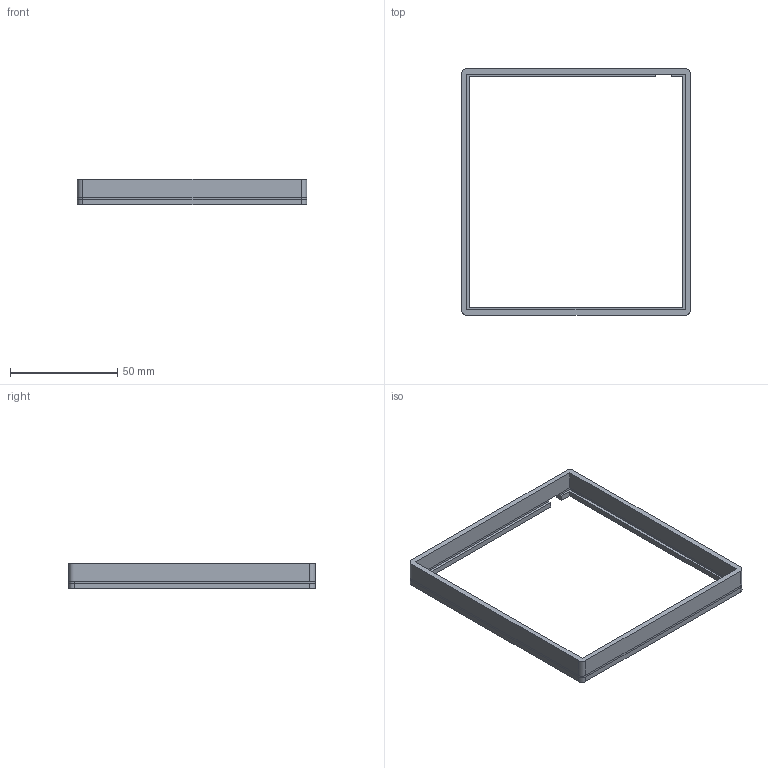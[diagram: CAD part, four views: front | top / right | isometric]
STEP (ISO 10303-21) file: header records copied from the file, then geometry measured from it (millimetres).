
FILE_DESCRIPTION(('FreeCAD Model'),'2;1');
FILE_NAME('Open CASCADE Shape Model','2024-06-27T13:04:25',(''),(''), 'Open CASCADE STEP processor 7.7','FreeCAD','Unknown');
FILE_SCHEMA(('AUTOMOTIVE_DESIGN { 1 0 10303 214 1 1 1 1 }'));
Length unit declared in the file: millimetre
Products named in the file (1): MidPlate
Bounding box: 107 x 115 x 12 mm (x, y, z)
Volume: 14125.1 mm3; surface area: 13458.8 mm2
Topology: 1 solids, 1 shells, 48 faces, 119 edges, 72 vertices
Faces by surface type: plane 36, cylinder 12
Entity records: 2969 total; most frequent: CARTESIAN_POINT 516, DIRECTION 461, LINE 325, VECTOR 325, ORIENTED_EDGE 238, PCURVE 238, DEFINITIONAL_REPRESENTATION 238, EDGE_CURVE 119
